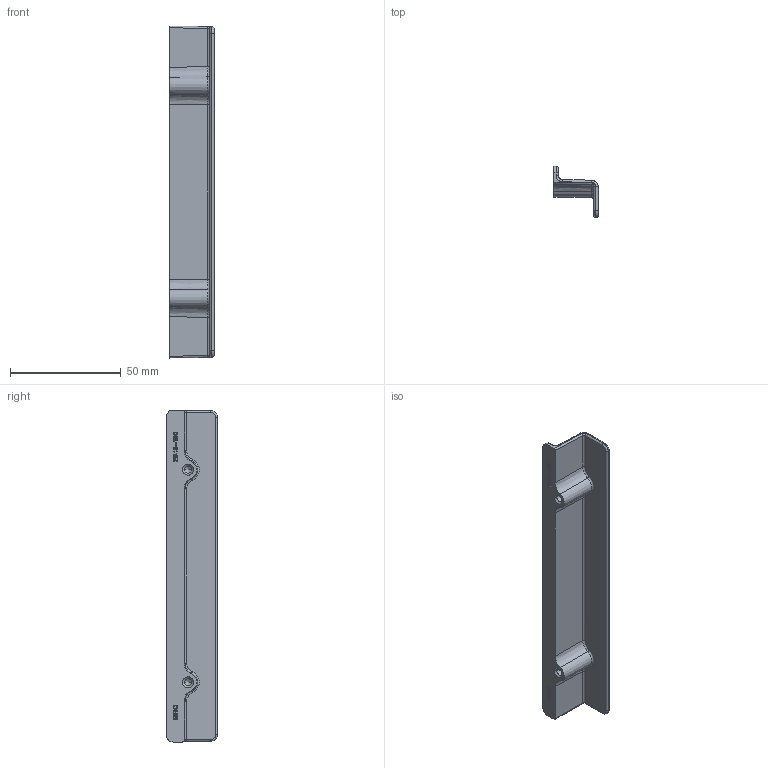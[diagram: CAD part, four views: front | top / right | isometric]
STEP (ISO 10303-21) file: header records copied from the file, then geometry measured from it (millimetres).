
FILE_DESCRIPTION(('Creo Elements/Direct Modeling STEP Export'),'2;1');
FILE_NAME('2648-150.stp','2024-07-15T15:16:17',(''),(''),'Creo Elements/Direct Modeling STEP processor for AP214 (Solid Model)','Creo Elements/Direct Modeling 20.0 12-Nov-2016 (C) Parametric Technology GmbH','');
FILE_SCHEMA(('AUTOMOTIVE_DESIGN { 1 0 10303 214 1 1 1 1 }'));
Length unit declared in the file: millimetre
Products named in the file (2): ZN-12275.1
Assembly tree (1 placements, depth 2):
  ZN-12275.1
    ZN-12275.1
Bounding box: 20 x 23 x 150 mm (x, y, z)
Volume: 13439.7 mm3; surface area: 12815.7 mm2
Topology: 1 solids, 1 shells, 625 faces, 1770 edges, 1166 vertices
Faces by surface type: plane 563, cylinder 26, bspline 24, cone 10, torus 2
Entity records: 23905 total; most frequent: CARTESIAN_POINT 7969, ORIENTED_EDGE 3532, DIRECTION 2882, EDGE_CURVE 1766, VECTOR 1648, LINE 1648, VERTEX_POINT 1166, EDGE_LOOP 648
